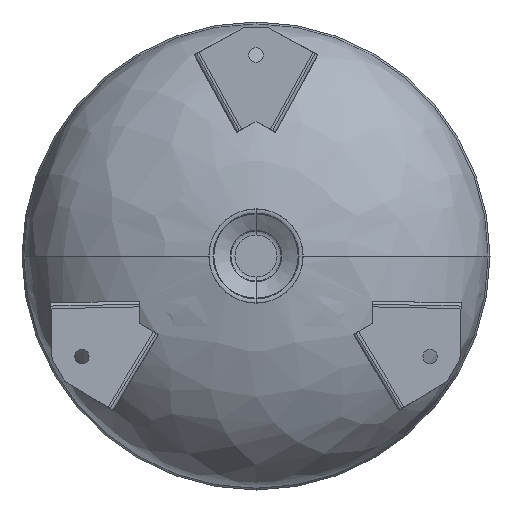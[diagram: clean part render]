
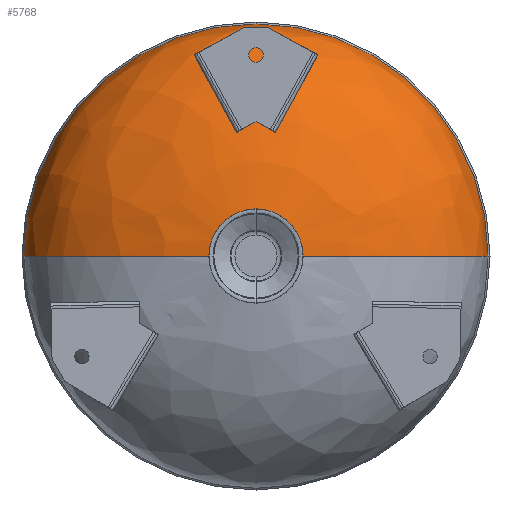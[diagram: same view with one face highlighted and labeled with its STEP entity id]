
A CAD part, front view. The second image highlights one B-rep face of the part: STEP entity #5768.
In plain terms, the highlighted free-form (B-spline) face has degree [3, 3] with [4, 4] control points.
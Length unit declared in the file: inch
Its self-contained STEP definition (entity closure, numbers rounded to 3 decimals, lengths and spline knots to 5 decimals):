
#28 = CARTESIAN_POINT ( 'NONE',  ( 7.5, -10.22672, 15. ) ) ;
#285 = EDGE_CURVE ( 'NONE', #8318, #2034, #1275, .T. ) ;
#427 = DIRECTION ( 'NONE',  ( 0., 0., 1. ) ) ;
#449 = CARTESIAN_POINT ( 'NONE',  ( 1.52364, -12.40616, 0. ) ) ;
#485 = CARTESIAN_POINT ( 'NONE',  ( 0., -8., 7.5 ) ) ;
#499 = CARTESIAN_POINT ( 'NONE',  ( 7.5, -10.22672, 0. ) ) ;
#596 = CARTESIAN_POINT ( 'NONE',  ( -5.15745, -11.9538, 10.31491 ) ) ;
#681 = CARTESIAN_POINT ( 'NONE',  ( -7.5, -10.22672, 15. ) ) ;
#723 = FACE_OUTER_BOUND ( 'NONE', #6057, .T. ) ;
#748 = CIRCLE ( 'NONE', #870, 1.52364 ) ;
#870 = AXIS2_PLACEMENT_3D ( 'NONE', #6686, #7385, #2828 ) ;
#930 = VERTEX_POINT ( 'NONE', #5598 ) ;
#1093 = CIRCLE ( 'NONE', #5826, 7.5 ) ;
#1275 = CIRCLE ( 'NONE', #4869, 7.5 ) ;
#1682 = ORIENTED_EDGE ( 'NONE', *, *, #2889, .F. ) ;
#1894 = CARTESIAN_POINT ( 'NONE',  ( -7.5, -8., 0. ) ) ;
#1980 = CARTESIAN_POINT ( 'NONE',  ( -1.52364, -12.40616, 0. ) ) ;
#2026 = CARTESIAN_POINT ( 'NONE',  ( 7.5, -10.22672, 0. ) ) ;
#2034 = VERTEX_POINT ( 'NONE', #485 ) ;
#2229 = CARTESIAN_POINT ( 'NONE',  ( 7.5, -8., 0. ) ) ;
#2244 = DIRECTION ( 'NONE',  ( 0., 0., 1. ) ) ;
#2313 = CARTESIAN_POINT ( 'NONE',  ( 7.5, -8., 0. ) ) ;
#2335 = VERTEX_POINT ( 'NONE', #5479 ) ;
#2489 = ORIENTED_EDGE ( 'NONE', *, *, #3828, .F. ) ;
#2559 = CIRCLE ( 'NONE', #7563, 1.52364 ) ;
#2828 = DIRECTION ( 'NONE',  ( 0., 0., 1. ) ) ;
#2889 = EDGE_CURVE ( 'NONE', #8012, #8318, #8011, .T. ) ;
#2903 = CARTESIAN_POINT ( 'NONE',  ( -1.52364, -12.40616, 0. ) ) ;
#3085 = CARTESIAN_POINT ( 'NONE',  ( -5.15745, -11.9538, 0. ) ) ;
#3350 = CARTESIAN_POINT ( 'NONE',  ( -7.5, -8., 0. ) ) ;
#3369 = CARTESIAN_POINT ( 'NONE',  ( -5.15745, -11.9538, 0. ) ) ;
#3465 =( BOUNDED_CURVE ( )  B_SPLINE_CURVE ( 3, ( #449, #5058, #499, #2313 ),
 .UNSPECIFIED., .F., .F. ) 
 B_SPLINE_CURVE_WITH_KNOTS ( ( 4, 4 ),
 ( 4.91696, 6.28319 ),
 .UNSPECIFIED. ) 
 CURVE ( )  GEOMETRIC_REPRESENTATION_ITEM ( )  RATIONAL_B_SPLINE_CURVE ( ( 1., 0.85, 0.85, 1. ) ) 
 REPRESENTATION_ITEM ( '' )  );
#3782 = CARTESIAN_POINT ( 'NONE',  ( 0., -12.40616, 0. ) ) ;
#3828 = EDGE_CURVE ( 'NONE', #2034, #6613, #1093, .T. ) ;
#3991 = CARTESIAN_POINT ( 'NONE',  ( 5.15745, -11.9538, 10.31491 ) ) ;
#4186 = CARTESIAN_POINT ( 'NONE',  ( -1.52364, -12.40616, 0. ) ) ;
#4401 = DIRECTION ( 'NONE',  ( 0., 0., 1. ) ) ;
#4869 = AXIS2_PLACEMENT_3D ( 'NONE', #6344, #5599, #2244 ) ;
#5058 = CARTESIAN_POINT ( 'NONE',  ( 5.15745, -11.9538, 0. ) ) ;
#5083 = DIRECTION ( 'NONE',  ( 0., 1., 0. ) ) ;
#5148 = CARTESIAN_POINT ( 'NONE',  ( 0., -8., 0. ) ) ;
#5479 = CARTESIAN_POINT ( 'NONE',  ( 0., -12.40616, 1.52364 ) ) ;
#5566 = CARTESIAN_POINT ( 'NONE',  ( -7.5, -8., 0. ) ) ;
#5598 = CARTESIAN_POINT ( 'NONE',  ( 1.52364, -12.40616, 0. ) ) ;
#5599 = DIRECTION ( 'NONE',  ( 0., 1., 0. ) ) ;
#5754 = CARTESIAN_POINT ( 'NONE',  ( -7.5, -10.22672, 0. ) ) ;
#5768 = ADVANCED_FACE ( 'NONE', ( #723 ), #8212, .F. ) ;
#5826 = AXIS2_PLACEMENT_3D ( 'NONE', #5148, #7728, #4401 ) ;
#5915 = CARTESIAN_POINT ( 'NONE',  ( 1.52364, -12.40616, 0. ) ) ;
#5939 = EDGE_CURVE ( 'NONE', #930, #6613, #3465, .T. ) ;
#6007 = ORIENTED_EDGE ( 'NONE', *, *, #7509, .T. ) ;
#6043 = CARTESIAN_POINT ( 'NONE',  ( 7.5, -8., 15. ) ) ;
#6045 = ORIENTED_EDGE ( 'NONE', *, *, #285, .F. ) ;
#6057 = EDGE_LOOP ( 'NONE', ( #1682, #7389, #6007, #6643, #2489, #6045 ) ) ;
#6344 = CARTESIAN_POINT ( 'NONE',  ( 0., -8., 0. ) ) ;
#6526 = CARTESIAN_POINT ( 'NONE',  ( 7.5, -8., 0. ) ) ;
#6567 = CARTESIAN_POINT ( 'NONE',  ( -7.5, -10.22672, 0. ) ) ;
#6613 = VERTEX_POINT ( 'NONE', #2229 ) ;
#6643 = ORIENTED_EDGE ( 'NONE', *, *, #5939, .T. ) ;
#6652 = CARTESIAN_POINT ( 'NONE',  ( 5.15745, -11.9538, 0. ) ) ;
#6686 = CARTESIAN_POINT ( 'NONE',  ( 0., -12.40616, 0. ) ) ;
#6884 = EDGE_CURVE ( 'NONE', #8012, #2335, #748, .T. ) ;
#7228 = CARTESIAN_POINT ( 'NONE',  ( -7.5, -8., 15. ) ) ;
#7266 = CARTESIAN_POINT ( 'NONE',  ( 1.52364, -12.40616, 3.04727 ) ) ;
#7385 = DIRECTION ( 'NONE',  ( 0., 1., 0. ) ) ;
#7389 = ORIENTED_EDGE ( 'NONE', *, *, #6884, .T. ) ;
#7509 = EDGE_CURVE ( 'NONE', #2335, #930, #2559, .T. ) ;
#7563 = AXIS2_PLACEMENT_3D ( 'NONE', #3782, #5083, #427 ) ;
#7728 = DIRECTION ( 'NONE',  ( 0., 1., 0. ) ) ;
#8008 = CARTESIAN_POINT ( 'NONE',  ( -1.52364, -12.40616, 3.04727 ) ) ;
#8011 =( BOUNDED_CURVE ( )  B_SPLINE_CURVE ( 3, ( #2903, #3085, #5754, #5566 ),
 .UNSPECIFIED., .F., .F. ) 
 B_SPLINE_CURVE_WITH_KNOTS ( ( 4, 4 ),
 ( 4.91696, 6.28319 ),
 .UNSPECIFIED. ) 
 CURVE ( )  GEOMETRIC_REPRESENTATION_ITEM ( )  RATIONAL_B_SPLINE_CURVE ( ( 1., 0.85, 0.85, 1. ) ) 
 REPRESENTATION_ITEM ( '' )  );
#8012 = VERTEX_POINT ( 'NONE', #4186 ) ;
#8212 =( BOUNDED_SURFACE ( )  B_SPLINE_SURFACE ( 3, 3, ( 
 ( #1980, #8008, #7266, #5915 ),
 ( #3369, #596, #3991, #6652 ),
 ( #6567, #681, #28, #2026 ),
 ( #1894, #7228, #6043, #6526 ) ),
 .UNSPECIFIED., .F., .F., .T. ) 
 B_SPLINE_SURFACE_WITH_KNOTS ( ( 4, 4 ),
 ( 4, 4 ),
 ( 0., 1. ),
 ( 0., 1. ),
 .UNSPECIFIED. ) 
 GEOMETRIC_REPRESENTATION_ITEM ( )  RATIONAL_B_SPLINE_SURFACE ( (
 ( 1., 0.333, 0.333, 1.),
 ( 0.85, 0.283, 0.283, 0.85),
 ( 0.85, 0.283, 0.283, 0.85),
 ( 1., 0.333, 0.333, 1.) ) ) 
 REPRESENTATION_ITEM ( '' )  SURFACE ( )  );
#8318 = VERTEX_POINT ( 'NONE', #3350 ) ;
